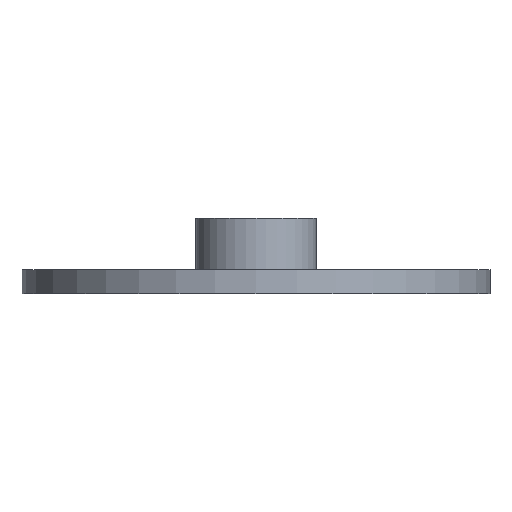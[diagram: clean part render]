
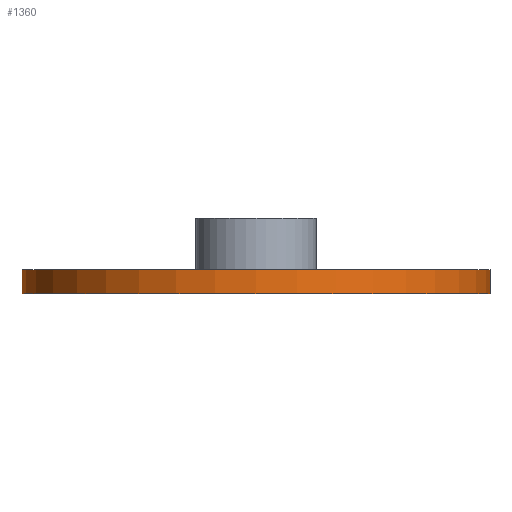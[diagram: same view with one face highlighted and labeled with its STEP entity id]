
A CAD part, front view. The second image highlights one B-rep face of the part: STEP entity #1360.
In plain terms, the highlighted cylindrical face has radius 15.5 mm (diameter 31 mm), a partial arc.
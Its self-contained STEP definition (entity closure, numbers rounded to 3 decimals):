
#58 = ORIENTED_EDGE ( 'NONE', *, *, #689, .T. ) ;
#68 = CARTESIAN_POINT ( 'NONE',  ( -15.5, 0., 2.4 ) ) ;
#77 = EDGE_LOOP ( 'NONE', ( #1793, #2453, #58, #2159 ) ) ;
#84 = EDGE_CURVE ( 'NONE', #2210, #1982, #1742, .T. ) ;
#202 = CYLINDRICAL_SURFACE ( 'NONE', #1767, 15.5 ) ;
#445 = EDGE_CURVE ( 'NONE', #2210, #998, #2530, .T. ) ;
#612 = DIRECTION ( 'NONE',  ( 0., 0., -1. ) ) ;
#659 = DIRECTION ( 'NONE',  ( 0., 0., -1. ) ) ;
#689 = EDGE_CURVE ( 'NONE', #1982, #1248, #2254, .T. ) ;
#726 = DIRECTION ( 'NONE',  ( 0., 0., -1. ) ) ;
#829 = DIRECTION ( 'NONE',  ( 0., 0., -1. ) ) ;
#998 = VERTEX_POINT ( 'NONE', #1224 ) ;
#1069 = CARTESIAN_POINT ( 'NONE',  ( 0., 0., 0.8 ) ) ;
#1220 = FACE_OUTER_BOUND ( 'NONE', #77, .T. ) ;
#1224 = CARTESIAN_POINT ( 'NONE',  ( 15.5, 0., 0.8 ) ) ;
#1247 = DIRECTION ( 'NONE',  ( -1., 0., 0. ) ) ;
#1248 = VERTEX_POINT ( 'NONE', #1787 ) ;
#1349 = CARTESIAN_POINT ( 'NONE',  ( 15.5, 0., 2.4 ) ) ;
#1360 = ADVANCED_FACE ( 'NONE', ( #1220 ), #202, .T. ) ;
#1489 = DIRECTION ( 'NONE',  ( 0., 0., -1. ) ) ;
#1509 = VECTOR ( 'NONE', #726, 1000. ) ;
#1603 = CARTESIAN_POINT ( 'NONE',  ( 0., 0., 2.4 ) ) ;
#1632 = DIRECTION ( 'NONE',  ( -1., 0., 0. ) ) ;
#1742 = CIRCLE ( 'NONE', #1957, 15.5 ) ;
#1767 = AXIS2_PLACEMENT_3D ( 'NONE', #1603, #612, #1247 ) ;
#1787 = CARTESIAN_POINT ( 'NONE',  ( -15.5, 0., 0.8 ) ) ;
#1793 = ORIENTED_EDGE ( 'NONE', *, *, #445, .F. ) ;
#1824 = CARTESIAN_POINT ( 'NONE',  ( 0., 0., 2.4 ) ) ;
#1874 = DIRECTION ( 'NONE',  ( -1., 0., 0. ) ) ;
#1957 = AXIS2_PLACEMENT_3D ( 'NONE', #1824, #829, #1632 ) ;
#1980 = EDGE_CURVE ( 'NONE', #998, #1248, #2407, .T. ) ;
#1982 = VERTEX_POINT ( 'NONE', #68 ) ;
#2069 = VECTOR ( 'NONE', #659, 1000. ) ;
#2159 = ORIENTED_EDGE ( 'NONE', *, *, #1980, .F. ) ;
#2210 = VERTEX_POINT ( 'NONE', #2461 ) ;
#2254 = LINE ( 'NONE', #2463, #2069 ) ;
#2407 = CIRCLE ( 'NONE', #2443, 15.5 ) ;
#2443 = AXIS2_PLACEMENT_3D ( 'NONE', #1069, #1489, #1874 ) ;
#2453 = ORIENTED_EDGE ( 'NONE', *, *, #84, .T. ) ;
#2461 = CARTESIAN_POINT ( 'NONE',  ( 15.5, 0., 2.4 ) ) ;
#2463 = CARTESIAN_POINT ( 'NONE',  ( -15.5, 0., 2.4 ) ) ;
#2530 = LINE ( 'NONE', #1349, #1509 ) ;
